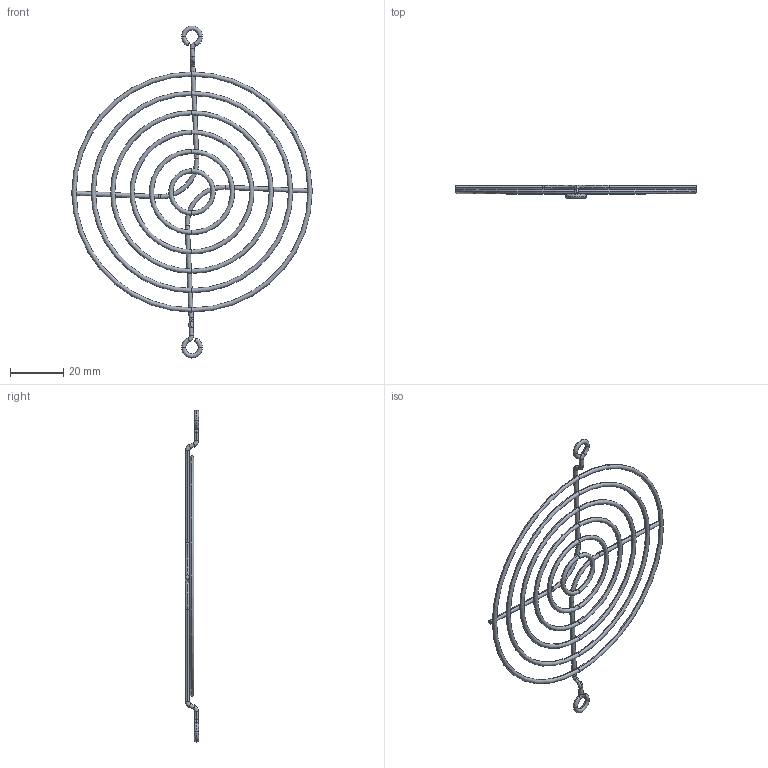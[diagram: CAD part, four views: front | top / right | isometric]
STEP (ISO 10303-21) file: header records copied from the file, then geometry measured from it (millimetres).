
FILE_DESCRIPTION (( 'STEP AP203' ), '1' );
FILE_NAME ('08133-STEP.STEP', '2024-04-02T13:14:09', ( '' ), ( '' ), 'SwSTEP 2.0', 'SolidWorks 2022', '' );
FILE_SCHEMA (( 'CONFIG_CONTROL_DESIGN' ));
Length unit declared in the file: millimetre
Products named in the file (1): 08133-STEP
Bounding box: 90.07 x 5 x 124.36 mm (x, y, z)
Volume: 2446.3 mm3; surface area: 6123.7 mm2
Topology: 8 solids, 8 shells, 76 faces, 164 edges, 92 vertices
Faces by surface type: torus 56, cylinder 16, plane 4
Entity records: 2187 total; most frequent: DIRECTION 466, CARTESIAN_POINT 333, ORIENTED_EDGE 328, AXIS2_PLACEMENT_3D 225, EDGE_CURVE 164, CIRCLE 148, VERTEX_POINT 92, ADVANCED_FACE 76
